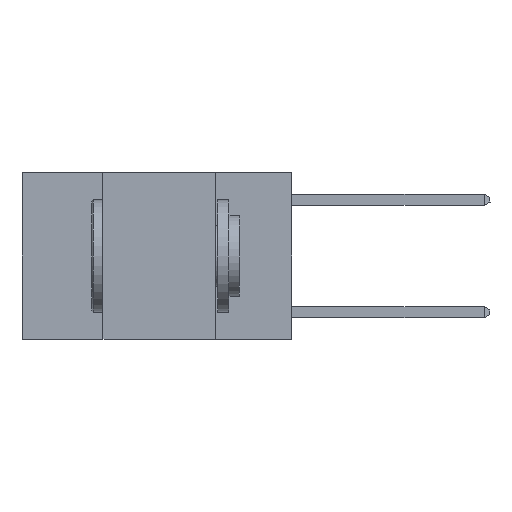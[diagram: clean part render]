
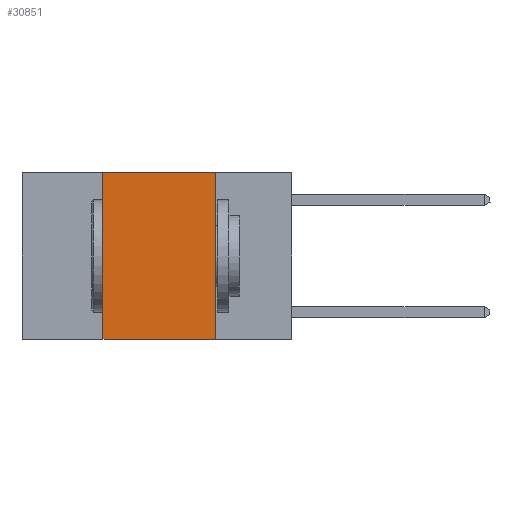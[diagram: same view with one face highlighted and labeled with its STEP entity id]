
A CAD part, left-side view. The second image highlights one B-rep face of the part: STEP entity #30851.
In plain terms, the highlighted planar face has unit normal (-1, 0, 0).
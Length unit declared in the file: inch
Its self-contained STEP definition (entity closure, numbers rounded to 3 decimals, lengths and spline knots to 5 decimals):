
#68 = CARTESIAN_POINT ( 'NONE',  ( 0., 0.42, -0.37 ) ) ;
#87 = EDGE_CURVE ( 'NONE', #18551, #8580, #11839, .T. ) ;
#2334 = CARTESIAN_POINT ( 'NONE',  ( 0., 0.17, -0.37 ) ) ;
#3915 = AXIS2_PLACEMENT_3D ( 'NONE', #12138, #5136, #4818 ) ;
#4307 = CARTESIAN_POINT ( 'NONE',  ( 0., 0.42, 0. ) ) ;
#4596 = EDGE_CURVE ( 'NONE', #21684, #15044, #19014, .T. ) ;
#4818 = DIRECTION ( 'NONE',  ( 0., 0., -1. ) ) ;
#5136 = DIRECTION ( 'NONE',  ( 1., 0., 0. ) ) ;
#5287 = PLANE ( 'NONE',  #3915 ) ;
#7506 = CARTESIAN_POINT ( 'NONE',  ( 0., 0.17, 0. ) ) ;
#8580 = VERTEX_POINT ( 'NONE', #7506 ) ;
#9103 = DIRECTION ( 'NONE',  ( 0., -1., 0. ) ) ;
#9674 = LINE ( 'NONE', #29424, #17400 ) ;
#11839 = LINE ( 'NONE', #26506, #21694 ) ;
#12138 = CARTESIAN_POINT ( 'NONE',  ( 0., 0.6, 0. ) ) ;
#13529 = LINE ( 'NONE', #4307, #22142 ) ;
#14533 = DIRECTION ( 'NONE',  ( 0., 0., -1. ) ) ;
#15044 = VERTEX_POINT ( 'NONE', #2334 ) ;
#15121 = VECTOR ( 'NONE', #9103, 39.37008 ) ;
#16651 = CARTESIAN_POINT ( 'NONE',  ( 0., 0.6, -0.37 ) ) ;
#17400 = VECTOR ( 'NONE', #14533, 39.37008 ) ;
#17651 = ORIENTED_EDGE ( 'NONE', *, *, #4596, .T. ) ;
#18551 = VERTEX_POINT ( 'NONE', #29219 ) ;
#19014 = LINE ( 'NONE', #16651, #15121 ) ;
#21180 = ORIENTED_EDGE ( 'NONE', *, *, #31152, .F. ) ;
#21684 = VERTEX_POINT ( 'NONE', #68 ) ;
#21694 = VECTOR ( 'NONE', #23518, 39.37008 ) ;
#22142 = VECTOR ( 'NONE', #23174, 39.37008 ) ;
#23174 = DIRECTION ( 'NONE',  ( 0., 0., 1. ) ) ;
#23518 = DIRECTION ( 'NONE',  ( 0., -1., 0. ) ) ;
#24757 = FACE_OUTER_BOUND ( 'NONE', #30425, .T. ) ;
#25785 = ORIENTED_EDGE ( 'NONE', *, *, #87, .F. ) ;
#26506 = CARTESIAN_POINT ( 'NONE',  ( 0., 0.6, 0. ) ) ;
#27206 = EDGE_CURVE ( 'NONE', #8580, #15044, #9674, .T. ) ;
#29219 = CARTESIAN_POINT ( 'NONE',  ( 0., 0.42, 0. ) ) ;
#29424 = CARTESIAN_POINT ( 'NONE',  ( 0., 0.17, 0. ) ) ;
#29744 = ORIENTED_EDGE ( 'NONE', *, *, #27206, .F. ) ;
#30425 = EDGE_LOOP ( 'NONE', ( #29744, #25785, #21180, #17651 ) ) ;
#30851 = ADVANCED_FACE ( 'NONE', ( #24757 ), #5287, .F. ) ;
#31152 = EDGE_CURVE ( 'NONE', #21684, #18551, #13529, .T. ) ;
